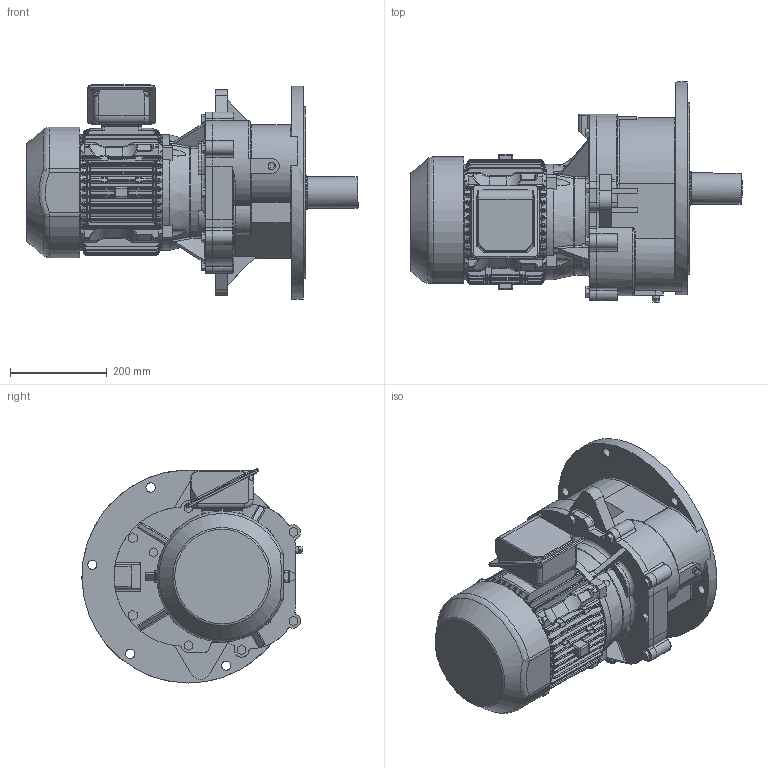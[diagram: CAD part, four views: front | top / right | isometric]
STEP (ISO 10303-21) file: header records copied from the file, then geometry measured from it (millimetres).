
FILE_DESCRIPTION (( 'STEP AP214' ), '1' );
FILE_NAME ('F1-23_V_EK2DO08343H001_defeature.stp', '2022-06-02T01:23:01', ( 'Windows 餌辨濠' ), ( '' ), 'SwSTEP 2.0', 'SolidWorks 2021', '' );
FILE_SCHEMA (( 'AUTOMOTIVE_DESIGN' ));
Length unit declared in the file: millimetre
Products named in the file (1): F1-23_V_EK2DO08343H001_defeature
Bounding box: 686.1 x 454.93 x 442.38 mm (x, y, z)
Volume: 36662126.3 mm3; surface area: 1282547 mm2
Topology: 3 solids, 3 shells, 3038 faces, 7478 edges, 4443 vertices
Faces by surface type: cylinder 1110, bspline 891, plane 689, torus 187, cone 85, sphere 76
Full cylindrical faces by diameter (mm): 4 x1, 8 x4, 10.2 x1, 19 x6, 65 x1, 70 x1, 335 x1, 355 x1, 440 x1
Entity records: 118683 total; most frequent: CARTESIAN_POINT 53851, ORIENTED_EDGE 14780, DIRECTION 11916, EDGE_CURVE 7390, AXIS2_PLACEMENT_3D 4666, VERTEX_POINT 4419, EDGE_LOOP 3111, FACE_OUTER_BOUND 3056
